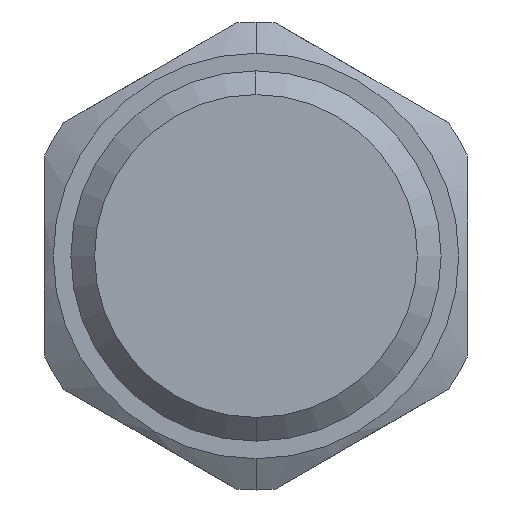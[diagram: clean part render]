
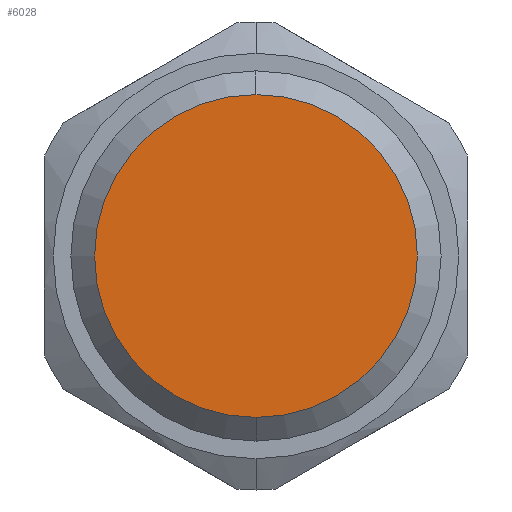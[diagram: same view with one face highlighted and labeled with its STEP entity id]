
A CAD part, left-side view. The second image highlights one B-rep face of the part: STEP entity #6028.
In plain terms, the highlighted planar face has unit normal (-1, 0, 0).
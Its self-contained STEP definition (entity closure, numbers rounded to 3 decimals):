
#595 = CARTESIAN_POINT ( 'NONE',  ( -53.2, 0., 10.9 ) ) ;
#1598 = DIRECTION ( 'NONE',  ( -1., 0., 0. ) ) ;
#1882 = DIRECTION ( 'NONE',  ( 0., 0., 1. ) ) ;
#1956 = DIRECTION ( 'NONE',  ( 0., 0., 1. ) ) ;
#2934 = DIRECTION ( 'NONE',  ( 0., 0., 1. ) ) ;
#3093 = VERTEX_POINT ( 'NONE', #9535 ) ;
#3694 = DIRECTION ( 'NONE',  ( -1., 0., 0. ) ) ;
#3755 = CIRCLE ( 'NONE', #10198, 10.9 ) ;
#3833 = CIRCLE ( 'NONE', #5509, 10.9 ) ;
#5130 = ORIENTED_EDGE ( 'NONE', *, *, #11278, .T. ) ;
#5399 = DIRECTION ( 'NONE',  ( -1., 0., 0. ) ) ;
#5509 = AXIS2_PLACEMENT_3D ( 'NONE', #11215, #1598, #1882 ) ;
#5740 = EDGE_CURVE ( 'NONE', #3093, #7849, #3833, .T. ) ;
#5768 = ORIENTED_EDGE ( 'NONE', *, *, #5740, .T. ) ;
#6028 = ADVANCED_FACE ( 'NONE', ( #9547 ), #7270, .T. ) ;
#7270 = PLANE ( 'NONE',  #8377 ) ;
#7849 = VERTEX_POINT ( 'NONE', #595 ) ;
#8377 = AXIS2_PLACEMENT_3D ( 'NONE', #10609, #3694, #2934 ) ;
#9535 = CARTESIAN_POINT ( 'NONE',  ( -53.2, 0., -10.9 ) ) ;
#9547 = FACE_OUTER_BOUND ( 'NONE', #9987, .T. ) ;
#9736 = CARTESIAN_POINT ( 'NONE',  ( -53.2, 0., 0. ) ) ;
#9987 = EDGE_LOOP ( 'NONE', ( #5768, #5130 ) ) ;
#10198 = AXIS2_PLACEMENT_3D ( 'NONE', #9736, #5399, #1956 ) ;
#10609 = CARTESIAN_POINT ( 'NONE',  ( -53.2, 0., 0. ) ) ;
#11215 = CARTESIAN_POINT ( 'NONE',  ( -53.2, 0., 0. ) ) ;
#11278 = EDGE_CURVE ( 'NONE', #7849, #3093, #3755, .T. ) ;
